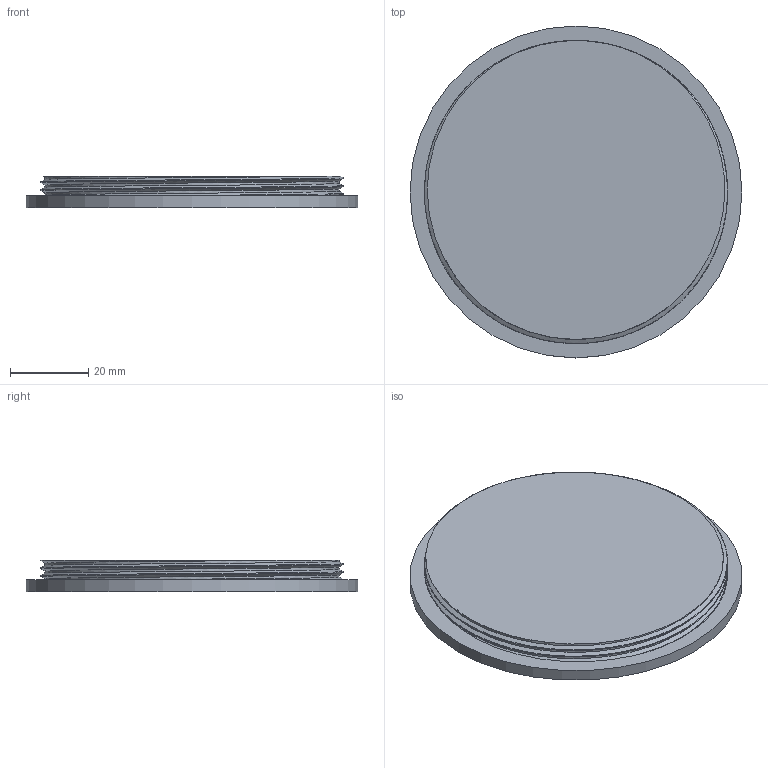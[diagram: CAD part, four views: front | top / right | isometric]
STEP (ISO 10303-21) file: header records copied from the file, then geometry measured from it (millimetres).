
FILE_DESCRIPTION(/* description */ (''),/* implementation_level */ '2;1');
FILE_NAME(/* name */ 'Buzzer Case v30.stp',/* time_stamp */ '2022-09-22T11:54:53+02:00',/* author */ (''),/* organization */ (''),/* preprocessor_version */ 'ST-DEVELOPER v19',/* originating_system */ 'Autodesk Translation Framework v11.7.0.108',/* authorisation */ '');
FILE_SCHEMA (('AUTOMOTIVE_DESIGN { 1 0 10303 214 3 1 1 }'));
Length unit declared in the file: millimetre
Products named in the file (2): Buzzer Case; Component5
Assembly tree (1 placements, depth 2):
  Buzzer Case
    Component5
Bounding box: 85 x 85 x 8 mm (x, y, z)
Volume: 39903.3 mm3; surface area: 14052.3 mm2
Topology: 1 solids, 1 shells, 10 faces, 21 edges, 14 vertices
Faces by surface type: cylinder 4, bspline 3, plane 3
Full cylindrical faces by diameter (mm): 75.524 x1, 85 x1
Entity records: 2351 total; most frequent: CARTESIAN_POINT 2114, ORIENTED_EDGE 42, DIRECTION 31, EDGE_CURVE 21, B_SPLINE_CURVE_WITH_KNOTS 14, VERTEX_POINT 14, AXIS2_PLACEMENT_3D 14, EDGE_LOOP 11
